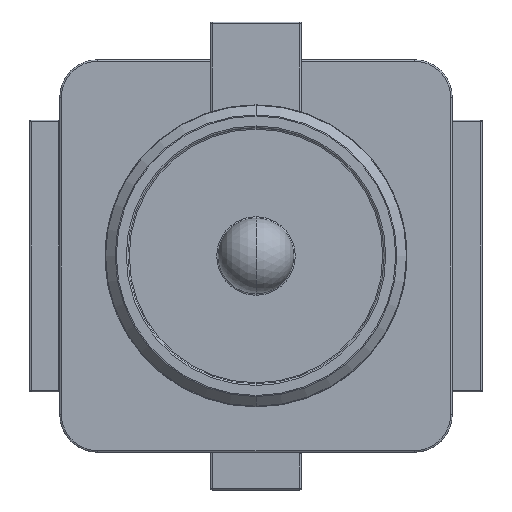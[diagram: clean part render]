
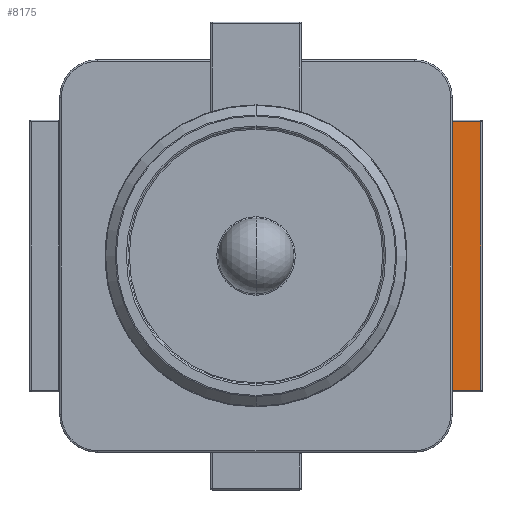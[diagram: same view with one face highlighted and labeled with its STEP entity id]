
A CAD part, top view. The second image highlights one B-rep face of the part: STEP entity #8175.
In plain terms, the highlighted planar face has unit normal (0, 0, 1).
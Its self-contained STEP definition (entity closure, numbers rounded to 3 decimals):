
#4612 = PLANE('',#4613);
#4613 = AXIS2_PLACEMENT_3D('',#4614,#4615,#4616);
#4614 = CARTESIAN_POINT('',(1.3,2.65,0.36));
#4615 = DIRECTION('',(-1.,0.,0.));
#4616 = DIRECTION('',(0.,-1.,0.));
#5753 = VERTEX_POINT('',#5754);
#5754 = CARTESIAN_POINT('',(1.3,0.71,0.15));
#5769 = CYLINDRICAL_SURFACE('',#5770,0.01);
#5770 = AXIS2_PLACEMENT_3D('',#5771,#5772,#5773);
#5771 = CARTESIAN_POINT('',(1.05,0.71,0.14));
#5772 = DIRECTION('',(-1.,0.,0.));
#5773 = DIRECTION('',(0.,-1.,0.));
#5803 = EDGE_CURVE('',#5804,#5753,#5806,.T.);
#5804 = VERTEX_POINT('',#5805);
#5805 = CARTESIAN_POINT('',(1.3,2.49,0.15));
#5806 = SURFACE_CURVE('',#5807,(#5811,#5818),.PCURVE_S1.);
#5807 = LINE('',#5808,#5809);
#5808 = CARTESIAN_POINT('',(1.3,2.65,0.15));
#5809 = VECTOR('',#5810,1.);
#5810 = DIRECTION('',(0.,-1.,0.));
#5811 = PCURVE('',#4612,#5812);
#5812 = DEFINITIONAL_REPRESENTATION('',(#5813),#5817);
#5813 = LINE('',#5814,#5815);
#5814 = CARTESIAN_POINT('',(0.,-0.21));
#5815 = VECTOR('',#5816,1.);
#5816 = DIRECTION('',(1.,0.));
#5817 = ( GEOMETRIC_REPRESENTATION_CONTEXT(2) 
PARAMETRIC_REPRESENTATION_CONTEXT() REPRESENTATION_CONTEXT('2D SPACE',''
  ) );
#5818 = PCURVE('',#5819,#5824);
#5819 = PLANE('',#5820);
#5820 = AXIS2_PLACEMENT_3D('',#5821,#5822,#5823);
#5821 = CARTESIAN_POINT('',(0.,1.6,0.15));
#5822 = DIRECTION('',(0.,0.,-1.));
#5823 = DIRECTION('',(0.,-1.,0.));
#5824 = DEFINITIONAL_REPRESENTATION('',(#5825),#5829);
#5825 = LINE('',#5826,#5827);
#5826 = CARTESIAN_POINT('',(-1.05,-1.3));
#5827 = VECTOR('',#5828,1.);
#5828 = DIRECTION('',(1.,0.));
#5829 = ( GEOMETRIC_REPRESENTATION_CONTEXT(2) 
PARAMETRIC_REPRESENTATION_CONTEXT() REPRESENTATION_CONTEXT('2D SPACE',''
  ) );
#5848 = CYLINDRICAL_SURFACE('',#5849,0.01);
#5849 = AXIS2_PLACEMENT_3D('',#5850,#5851,#5852);
#5850 = CARTESIAN_POINT('',(1.05,2.49,0.14));
#5851 = DIRECTION('',(1.,0.,0.));
#5852 = DIRECTION('',(0.,1.,0.));
#8175 = ADVANCED_FACE('',(#8176),#5819,.F.);
#8176 = FACE_BOUND('',#8177,.T.);
#8177 = EDGE_LOOP('',(#8178,#8230,#8273,#8274));
#8178 = ORIENTED_EDGE('',*,*,#8179,.T.);
#8179 = EDGE_CURVE('',#8180,#8182,#8184,.T.);
#8180 = VERTEX_POINT('',#8181);
#8181 = CARTESIAN_POINT('',(1.49,0.71,0.15));
#8182 = VERTEX_POINT('',#8183);
#8183 = CARTESIAN_POINT('',(1.49,2.49,0.15));
#8184 = SURFACE_CURVE('',#8185,(#8189,#8196),.PCURVE_S1.);
#8185 = LINE('',#8186,#8187);
#8186 = CARTESIAN_POINT('',(1.49,1.6,0.15));
#8187 = VECTOR('',#8188,1.);
#8188 = DIRECTION('',(0.,1.,0.));
#8189 = PCURVE('',#5819,#8190);
#8190 = DEFINITIONAL_REPRESENTATION('',(#8191),#8195);
#8191 = LINE('',#8192,#8193);
#8192 = CARTESIAN_POINT('',(0.,-1.49));
#8193 = VECTOR('',#8194,1.);
#8194 = DIRECTION('',(-1.,0.));
#8195 = ( GEOMETRIC_REPRESENTATION_CONTEXT(2) 
PARAMETRIC_REPRESENTATION_CONTEXT() REPRESENTATION_CONTEXT('2D SPACE',''
  ) );
#8196 = PCURVE('',#8197,#8202);
#8197 = CYLINDRICAL_SURFACE('',#8198,0.01);
#8198 = AXIS2_PLACEMENT_3D('',#8199,#8200,#8201);
#8199 = CARTESIAN_POINT('',(1.49,2.5,0.14));
#8200 = DIRECTION('',(0.,-1.,0.));
#8201 = DIRECTION('',(0.,0.,1.));
#8202 = DEFINITIONAL_REPRESENTATION('',(#8203),#8229);
#8203 = B_SPLINE_CURVE_WITH_KNOTS('',3,(#8204,#8205,#8206,#8207,#8208,
    #8209,#8210,#8211,#8212,#8213,#8214,#8215,#8216,#8217,#8218,#8219,
    #8220,#8221,#8222,#8223,#8224,#8225,#8226,#8227,#8228),
  .UNSPECIFIED.,.F.,.F.,(4,1,1,1,1,1,1,1,1,1,1,1,1,1,1,1,1,1,1,1,1,1,4),
  (-0.89,-0.809,-0.728,-0.647,-0.566
    ,-0.485,-0.405,-0.324,-0.243,
    -0.162,-0.081,0.,0.081,
    0.162,0.243,0.324,0.405,
    0.485,0.566,0.647,0.728,
    0.809,0.89),.UNSPECIFIED.);
#8204 = CARTESIAN_POINT('',(6.283,1.79));
#8205 = CARTESIAN_POINT('',(6.283,1.763));
#8206 = CARTESIAN_POINT('',(6.283,1.709));
#8207 = CARTESIAN_POINT('',(6.283,1.628));
#8208 = CARTESIAN_POINT('',(6.283,1.547));
#8209 = CARTESIAN_POINT('',(6.283,1.466));
#8210 = CARTESIAN_POINT('',(6.283,1.385));
#8211 = CARTESIAN_POINT('',(6.283,1.305));
#8212 = CARTESIAN_POINT('',(6.283,1.224));
#8213 = CARTESIAN_POINT('',(6.283,1.143));
#8214 = CARTESIAN_POINT('',(6.283,1.062));
#8215 = CARTESIAN_POINT('',(6.283,0.981));
#8216 = CARTESIAN_POINT('',(6.283,0.9));
#8217 = CARTESIAN_POINT('',(6.283,0.819));
#8218 = CARTESIAN_POINT('',(6.283,0.738));
#8219 = CARTESIAN_POINT('',(6.283,0.657));
#8220 = CARTESIAN_POINT('',(6.283,0.576));
#8221 = CARTESIAN_POINT('',(6.283,0.495));
#8222 = CARTESIAN_POINT('',(6.283,0.415));
#8223 = CARTESIAN_POINT('',(6.283,0.334));
#8224 = CARTESIAN_POINT('',(6.283,0.253));
#8225 = CARTESIAN_POINT('',(6.283,0.172));
#8226 = CARTESIAN_POINT('',(6.283,0.091));
#8227 = CARTESIAN_POINT('',(6.283,0.037));
#8228 = CARTESIAN_POINT('',(6.283,0.01));
#8229 = ( GEOMETRIC_REPRESENTATION_CONTEXT(2) 
PARAMETRIC_REPRESENTATION_CONTEXT() REPRESENTATION_CONTEXT('2D SPACE',''
  ) );
#8230 = ORIENTED_EDGE('',*,*,#8231,.T.);
#8231 = EDGE_CURVE('',#8182,#5804,#8232,.T.);
#8232 = SURFACE_CURVE('',#8233,(#8237,#8244),.PCURVE_S1.);
#8233 = LINE('',#8234,#8235);
#8234 = CARTESIAN_POINT('',(0.,2.49,0.15));
#8235 = VECTOR('',#8236,1.);
#8236 = DIRECTION('',(-1.,0.,0.));
#8237 = PCURVE('',#5819,#8238);
#8238 = DEFINITIONAL_REPRESENTATION('',(#8239),#8243);
#8239 = LINE('',#8240,#8241);
#8240 = CARTESIAN_POINT('',(-0.89,0.));
#8241 = VECTOR('',#8242,1.);
#8242 = DIRECTION('',(0.,1.));
#8243 = ( GEOMETRIC_REPRESENTATION_CONTEXT(2) 
PARAMETRIC_REPRESENTATION_CONTEXT() REPRESENTATION_CONTEXT('2D SPACE',''
  ) );
#8244 = PCURVE('',#5848,#8245);
#8245 = DEFINITIONAL_REPRESENTATION('',(#8246),#8272);
#8246 = B_SPLINE_CURVE_WITH_KNOTS('',3,(#8247,#8248,#8249,#8250,#8251,
    #8252,#8253,#8254,#8255,#8256,#8257,#8258,#8259,#8260,#8261,#8262,
    #8263,#8264,#8265,#8266,#8267,#8268,#8269,#8270,#8271),
  .UNSPECIFIED.,.F.,.F.,(4,1,1,1,1,1,1,1,1,1,1,1,1,1,1,1,1,1,1,1,1,1,4),
  (-1.49,-1.481,-1.473,-1.464,-1.455
    ,-1.447,-1.438,-1.43,-1.421,
    -1.412,-1.404,-1.395,-1.386,
    -1.378,-1.369,-1.36,-1.352,
    -1.343,-1.335,-1.326,-1.317,
    -1.309,-1.3),.QUASI_UNIFORM_KNOTS.);
#8247 = CARTESIAN_POINT('',(1.571,0.44));
#8248 = CARTESIAN_POINT('',(1.571,0.437));
#8249 = CARTESIAN_POINT('',(1.571,0.431));
#8250 = CARTESIAN_POINT('',(1.571,0.423));
#8251 = CARTESIAN_POINT('',(1.571,0.414));
#8252 = CARTESIAN_POINT('',(1.571,0.405));
#8253 = CARTESIAN_POINT('',(1.571,0.397));
#8254 = CARTESIAN_POINT('',(1.571,0.388));
#8255 = CARTESIAN_POINT('',(1.571,0.38));
#8256 = CARTESIAN_POINT('',(1.571,0.371));
#8257 = CARTESIAN_POINT('',(1.571,0.362));
#8258 = CARTESIAN_POINT('',(1.571,0.354));
#8259 = CARTESIAN_POINT('',(1.571,0.345));
#8260 = CARTESIAN_POINT('',(1.571,0.336));
#8261 = CARTESIAN_POINT('',(1.571,0.328));
#8262 = CARTESIAN_POINT('',(1.571,0.319));
#8263 = CARTESIAN_POINT('',(1.571,0.31));
#8264 = CARTESIAN_POINT('',(1.571,0.302));
#8265 = CARTESIAN_POINT('',(1.571,0.293));
#8266 = CARTESIAN_POINT('',(1.571,0.285));
#8267 = CARTESIAN_POINT('',(1.571,0.276));
#8268 = CARTESIAN_POINT('',(1.571,0.267));
#8269 = CARTESIAN_POINT('',(1.571,0.259));
#8270 = CARTESIAN_POINT('',(1.571,0.253));
#8271 = CARTESIAN_POINT('',(1.571,0.25));
#8272 = ( GEOMETRIC_REPRESENTATION_CONTEXT(2) 
PARAMETRIC_REPRESENTATION_CONTEXT() REPRESENTATION_CONTEXT('2D SPACE',''
  ) );
#8273 = ORIENTED_EDGE('',*,*,#5803,.T.);
#8274 = ORIENTED_EDGE('',*,*,#8275,.T.);
#8275 = EDGE_CURVE('',#5753,#8180,#8276,.T.);
#8276 = SURFACE_CURVE('',#8277,(#8281,#8288),.PCURVE_S1.);
#8277 = LINE('',#8278,#8279);
#8278 = CARTESIAN_POINT('',(0.,0.71,0.15));
#8279 = VECTOR('',#8280,1.);
#8280 = DIRECTION('',(1.,0.,0.));
#8281 = PCURVE('',#5819,#8282);
#8282 = DEFINITIONAL_REPRESENTATION('',(#8283),#8287);
#8283 = LINE('',#8284,#8285);
#8284 = CARTESIAN_POINT('',(0.89,0.));
#8285 = VECTOR('',#8286,1.);
#8286 = DIRECTION('',(0.,-1.));
#8287 = ( GEOMETRIC_REPRESENTATION_CONTEXT(2) 
PARAMETRIC_REPRESENTATION_CONTEXT() REPRESENTATION_CONTEXT('2D SPACE',''
  ) );
#8288 = PCURVE('',#5769,#8289);
#8289 = DEFINITIONAL_REPRESENTATION('',(#8290),#8316);
#8290 = B_SPLINE_CURVE_WITH_KNOTS('',3,(#8291,#8292,#8293,#8294,#8295,
    #8296,#8297,#8298,#8299,#8300,#8301,#8302,#8303,#8304,#8305,#8306,
    #8307,#8308,#8309,#8310,#8311,#8312,#8313,#8314,#8315),
  .UNSPECIFIED.,.F.,.F.,(4,1,1,1,1,1,1,1,1,1,1,1,1,1,1,1,1,1,1,1,1,1,4),
  (1.3,1.309,1.317,1.326,1.335,
    1.343,1.352,1.36,1.369,
    1.378,1.386,1.395,1.404,1.412,
    1.421,1.43,1.438,1.447,
    1.455,1.464,1.473,1.481,1.49),
  .QUASI_UNIFORM_KNOTS.);
#8291 = CARTESIAN_POINT('',(1.571,-0.25));
#8292 = CARTESIAN_POINT('',(1.571,-0.253));
#8293 = CARTESIAN_POINT('',(1.571,-0.259));
#8294 = CARTESIAN_POINT('',(1.571,-0.267));
#8295 = CARTESIAN_POINT('',(1.571,-0.276));
#8296 = CARTESIAN_POINT('',(1.571,-0.285));
#8297 = CARTESIAN_POINT('',(1.571,-0.293));
#8298 = CARTESIAN_POINT('',(1.571,-0.302));
#8299 = CARTESIAN_POINT('',(1.571,-0.31));
#8300 = CARTESIAN_POINT('',(1.571,-0.319));
#8301 = CARTESIAN_POINT('',(1.571,-0.328));
#8302 = CARTESIAN_POINT('',(1.571,-0.336));
#8303 = CARTESIAN_POINT('',(1.571,-0.345));
#8304 = CARTESIAN_POINT('',(1.571,-0.354));
#8305 = CARTESIAN_POINT('',(1.571,-0.362));
#8306 = CARTESIAN_POINT('',(1.571,-0.371));
#8307 = CARTESIAN_POINT('',(1.571,-0.38));
#8308 = CARTESIAN_POINT('',(1.571,-0.388));
#8309 = CARTESIAN_POINT('',(1.571,-0.397));
#8310 = CARTESIAN_POINT('',(1.571,-0.405));
#8311 = CARTESIAN_POINT('',(1.571,-0.414));
#8312 = CARTESIAN_POINT('',(1.571,-0.423));
#8313 = CARTESIAN_POINT('',(1.571,-0.431));
#8314 = CARTESIAN_POINT('',(1.571,-0.437));
#8315 = CARTESIAN_POINT('',(1.571,-0.44));
#8316 = ( GEOMETRIC_REPRESENTATION_CONTEXT(2) 
PARAMETRIC_REPRESENTATION_CONTEXT() REPRESENTATION_CONTEXT('2D SPACE',''
  ) );
